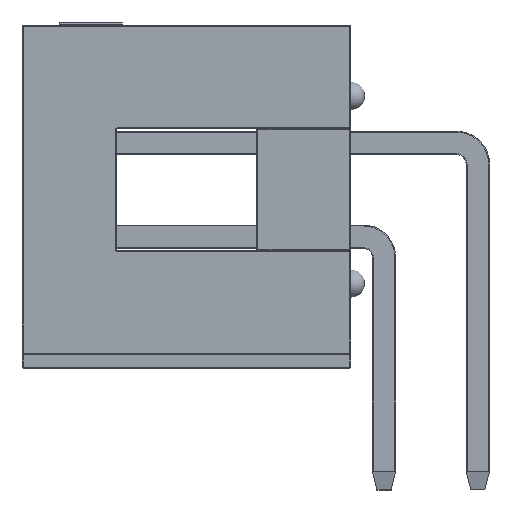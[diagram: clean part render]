
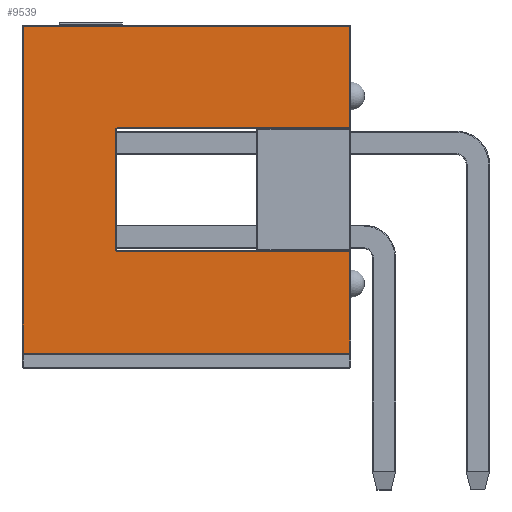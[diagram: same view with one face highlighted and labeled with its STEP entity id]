
A CAD part, front view. The second image highlights one B-rep face of the part: STEP entity #9539.
In plain terms, the highlighted face is planar.
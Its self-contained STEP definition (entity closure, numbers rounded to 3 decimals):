
#551=PLANE('',#10483);
#1064=FACE_OUTER_BOUND('',#1649,.T.);
#1649=EDGE_LOOP('',(#7724,#7725,#7726,#7727,#7728,#7729,#7730,#7731,#7732,
#7733));
#2164=CIRCLE('',#10302,0.051);
#2198=CIRCLE('',#10351,0.051);
#2413=LINE('',#14695,#3326);
#2416=LINE('',#14734,#3329);
#2421=LINE('',#14762,#3334);
#2426=LINE('',#14784,#3339);
#2432=LINE('',#14814,#3345);
#2435=LINE('',#14818,#3348);
#2439=LINE('',#14824,#3352);
#2480=LINE('',#14886,#3393);
#3326=VECTOR('',#11811,10.);
#3329=VECTOR('',#11856,10.);
#3334=VECTOR('',#11889,10.);
#3339=VECTOR('',#11916,10.);
#3345=VECTOR('',#11952,10.);
#3348=VECTOR('',#11957,10.);
#3352=VECTOR('',#11965,10.);
#3393=VECTOR('',#12048,10.);
#4387=VERTEX_POINT('',#14457);
#4419=VERTEX_POINT('',#14631);
#4420=VERTEX_POINT('',#14633);
#4441=VERTEX_POINT('',#14690);
#4453=VERTEX_POINT('',#14725);
#4454=VERTEX_POINT('',#14726);
#4465=VERTEX_POINT('',#14757);
#4469=VERTEX_POINT('',#14777);
#4475=VERTEX_POINT('',#14797);
#4479=VERTEX_POINT('',#14805);
#5413=EDGE_CURVE('',#4419,#4420,#2164,.T.);
#5443=EDGE_CURVE('',#4387,#4441,#2413,.T.);
#5457=EDGE_CURVE('',#4453,#4454,#2198,.T.);
#5461=EDGE_CURVE('',#4454,#4419,#2416,.T.);
#5475=EDGE_CURVE('',#4441,#4465,#2421,.T.);
#5486=EDGE_CURVE('',#4469,#4453,#2426,.T.);
#5501=EDGE_CURVE('',#4475,#4479,#2432,.T.);
#5504=EDGE_CURVE('',#4479,#4469,#2435,.T.);
#5508=EDGE_CURVE('',#4465,#4475,#2439,.T.);
#5549=EDGE_CURVE('',#4420,#4387,#2480,.T.);
#7724=ORIENTED_EDGE('',*,*,#5501,.F.);
#7725=ORIENTED_EDGE('',*,*,#5508,.F.);
#7726=ORIENTED_EDGE('',*,*,#5475,.F.);
#7727=ORIENTED_EDGE('',*,*,#5443,.F.);
#7728=ORIENTED_EDGE('',*,*,#5549,.F.);
#7729=ORIENTED_EDGE('',*,*,#5413,.F.);
#7730=ORIENTED_EDGE('',*,*,#5461,.F.);
#7731=ORIENTED_EDGE('',*,*,#5457,.F.);
#7732=ORIENTED_EDGE('',*,*,#5486,.F.);
#7733=ORIENTED_EDGE('',*,*,#5504,.F.);
#9539=ADVANCED_FACE('',(#1064),#551,.T.);
#10302=AXIS2_PLACEMENT_3D('',#14634,#11738,#11739);
#10351=AXIS2_PLACEMENT_3D('',#14727,#11846,#11847);
#10483=AXIS2_PLACEMENT_3D('',#15269,#12372,#12373);
#11738=DIRECTION('center_axis',(1.,0.,0.));
#11739=DIRECTION('ref_axis',(0.,-0.707,0.707));
#11811=DIRECTION('',(0.,-1.,0.));
#11846=DIRECTION('center_axis',(1.,0.,0.));
#11847=DIRECTION('ref_axis',(0.,0.707,0.707));
#11856=DIRECTION('',(0.,-1.,0.));
#11889=DIRECTION('',(0.,0.,1.));
#11916=DIRECTION('',(0.,0.,1.));
#11952=DIRECTION('',(0.,0.,-1.));
#11957=DIRECTION('',(0.,-1.,0.));
#11965=DIRECTION('',(0.,1.,0.));
#12048=DIRECTION('',(0.,0.,-1.));
#12372=DIRECTION('center_axis',(1.,0.,0.));
#12373=DIRECTION('ref_axis',(0.,1.,0.));
#14457=CARTESIAN_POINT('',(20.955,-1.676,0.025));
#14631=CARTESIAN_POINT('',(20.955,-1.626,6.375));
#14633=CARTESIAN_POINT('',(20.955,-1.676,6.325));
#14634=CARTESIAN_POINT('Origin',(20.955,-1.626,6.325));
#14690=CARTESIAN_POINT('',(20.955,-4.42,0.025));
#14695=CARTESIAN_POINT('',(20.955,-2.223,0.025));
#14725=CARTESIAN_POINT('',(20.955,1.676,6.325));
#14726=CARTESIAN_POINT('',(20.955,1.626,6.375));
#14727=CARTESIAN_POINT('Origin',(20.955,1.626,6.325));
#14734=CARTESIAN_POINT('',(20.955,-3.048,6.375));
#14757=CARTESIAN_POINT('',(20.955,-4.42,8.865));
#14762=CARTESIAN_POINT('',(20.955,-4.42,0.));
#14777=CARTESIAN_POINT('',(20.955,1.676,0.025));
#14784=CARTESIAN_POINT('',(20.955,1.676,3.175));
#14797=CARTESIAN_POINT('',(20.955,4.42,8.865));
#14805=CARTESIAN_POINT('',(20.955,4.42,0.025));
#14814=CARTESIAN_POINT('',(20.955,4.42,0.));
#14818=CARTESIAN_POINT('',(20.955,-2.223,0.025));
#14824=CARTESIAN_POINT('',(20.955,-2.223,8.865));
#14886=CARTESIAN_POINT('',(20.955,-1.676,0.));
#15269=CARTESIAN_POINT('Origin',(20.955,-4.445,0.));
